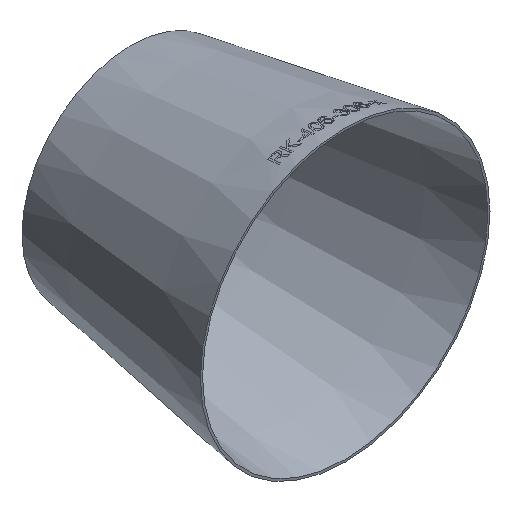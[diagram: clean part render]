
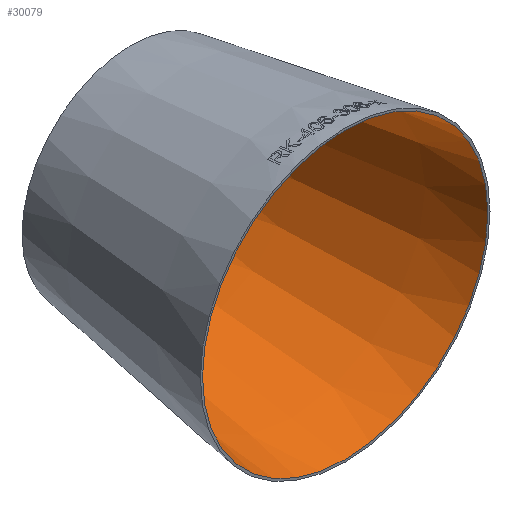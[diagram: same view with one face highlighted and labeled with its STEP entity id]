
A CAD part, isometric view. The second image highlights one B-rep face of the part: STEP entity #30079.
In plain terms, the highlighted conical face has half-angle 9.462 degrees and reference radius 199.959 mm.
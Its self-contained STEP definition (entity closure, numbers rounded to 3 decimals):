
#1803 = EDGE_LOOP ( 'NONE', ( #9684 ) ) ;
#4197 = ORIENTED_EDGE ( 'NONE', *, *, #26542, .T. ) ;
#5892 = AXIS2_PLACEMENT_3D ( 'NONE', #29185, #28553, #25900 ) ;
#7246 = CARTESIAN_POINT ( 'NONE',  ( 0., 300., 0. ) ) ;
#8208 = DIRECTION ( 'NONE',  ( 0., -1., 0. ) ) ;
#9540 = AXIS2_PLACEMENT_3D ( 'NONE', #7246, #30556, #17809 ) ;
#9684 = ORIENTED_EDGE ( 'NONE', *, *, #23118, .F. ) ;
#12806 = AXIS2_PLACEMENT_3D ( 'NONE', #13419, #8208, #18059 ) ;
#13419 = CARTESIAN_POINT ( 'NONE',  ( 0., 0., 0. ) ) ;
#13841 = CARTESIAN_POINT ( 'NONE',  ( 0., 300., -149.959 ) ) ;
#17009 = CARTESIAN_POINT ( 'NONE',  ( 0., 0., -199.959 ) ) ;
#17809 = DIRECTION ( 'NONE',  ( 0., 0., -1. ) ) ;
#18059 = DIRECTION ( 'NONE',  ( 0., 0., -1. ) ) ;
#20354 = CONICAL_SURFACE ( 'NONE', #5892, 199.959, 0.165 ) ;
#21563 = VERTEX_POINT ( 'NONE', #13841 ) ;
#21889 = VERTEX_POINT ( 'NONE', #17009 ) ;
#21949 = FACE_BOUND ( 'NONE', #1803, .T. ) ;
#23118 = EDGE_CURVE ( 'NONE', #21563, #21563, #24018, .T. ) ;
#24018 = CIRCLE ( 'NONE', #9540, 149.959 ) ;
#24604 = EDGE_LOOP ( 'NONE', ( #4197 ) ) ;
#25140 = CIRCLE ( 'NONE', #12806, 199.959 ) ;
#25900 = DIRECTION ( 'NONE',  ( 0., 0., -1. ) ) ;
#26542 = EDGE_CURVE ( 'NONE', #21889, #21889, #25140, .T. ) ;
#28384 = FACE_OUTER_BOUND ( 'NONE', #24604, .T. ) ;
#28553 = DIRECTION ( 'NONE',  ( 0., -1., 0. ) ) ;
#29185 = CARTESIAN_POINT ( 'NONE',  ( 0., 0., 0. ) ) ;
#30079 = ADVANCED_FACE ( 'NONE', ( #21949, #28384 ), #20354, .F. ) ;
#30556 = DIRECTION ( 'NONE',  ( 0., -1., 0. ) ) ;
